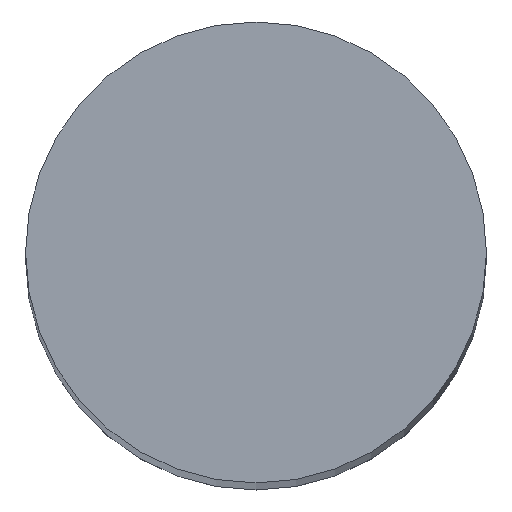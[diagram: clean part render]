
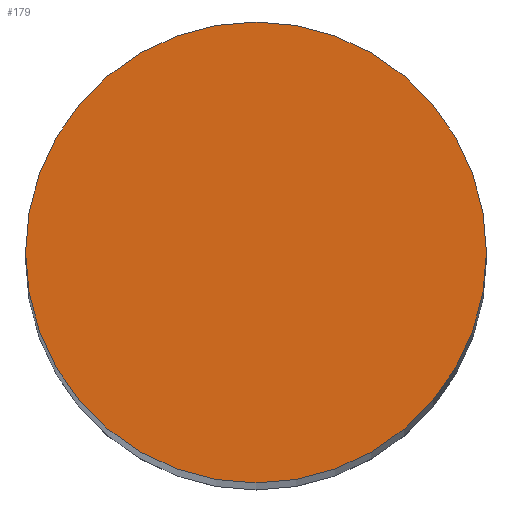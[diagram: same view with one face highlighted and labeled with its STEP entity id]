
A CAD part, top view. The second image highlights one B-rep face of the part: STEP entity #179.
In plain terms, the highlighted planar face has unit normal (0, 0, 1).
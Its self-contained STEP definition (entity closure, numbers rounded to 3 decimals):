
#16=PLANE($,#206);
#56=FACE_OUTER_BOUND($,#80,.T.);
#80=EDGE_LOOP($,(#161));
#86=CIRCLE($,#190,2.);
#96=VERTEX_POINT($,#269);
#113=EDGE_CURVE($,#96,#96,#86,.T.);
#161=ORIENTED_EDGE($,*,*,#113,.F.);
#179=ADVANCED_FACE($,(#56),#16,.F.);
#190=AXIS2_PLACEMENT_3D($,#270,#222,#223);
#206=AXIS2_PLACEMENT_3D($,#406,#255,#256);
#222=DIRECTION('center_axis',(0.,0.,-1.));
#223=DIRECTION('ref_axis',(-1.,0.,0.));
#255=DIRECTION('center_axis',(0.,0.,-1.));
#256=DIRECTION('ref_axis',(-1.,0.,0.));
#269=CARTESIAN_POINT('',(2.,0.,35.));
#270=CARTESIAN_POINT('Origin',(0.,0.,35.));
#406=CARTESIAN_POINT('Origin',(0.,0.,35.));
